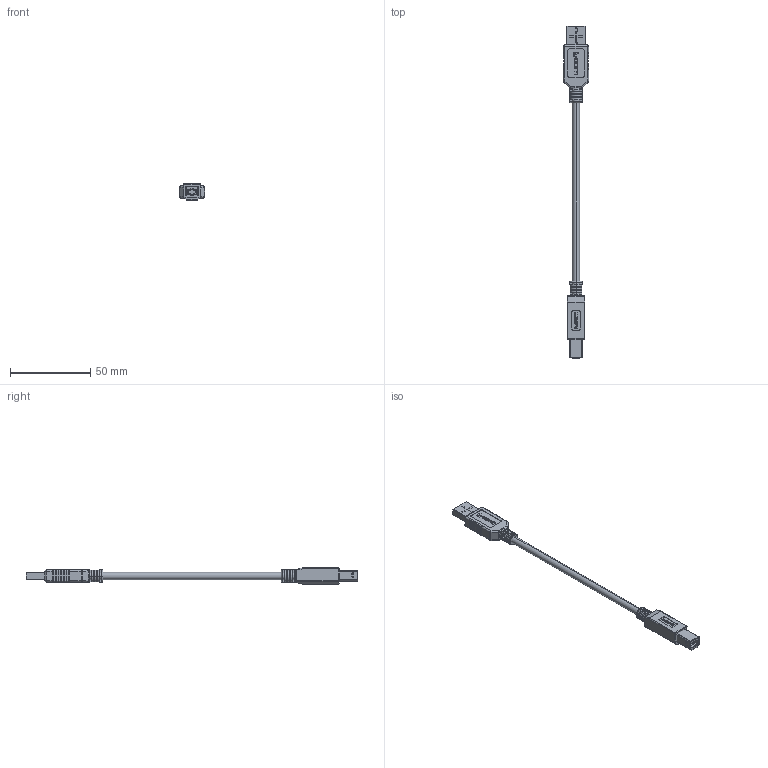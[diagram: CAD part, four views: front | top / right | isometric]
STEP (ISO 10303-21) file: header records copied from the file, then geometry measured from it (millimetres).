
FILE_DESCRIPTION (( 'STEP AP214' ), '1' );
FILE_NAME ('CSUZAB.STEP', '2012-10-11T14:13:44', ( 'x' ), ( '' ), 'SwSTEP 2.0', 'SolidWorks 2012', '' );
FILE_SCHEMA (( 'AUTOMOTIVE_DESIGN' ));
Length unit declared in the file: inch
Products named in the file (19): 3AB06-026_WITH NEW LOGO; MTN-160_WITH NEW LOGO; 1AA05-004; 1AA05-004-MA2_NOT CRIMPED; 1AA05-004-MA1; 1AA05-004 COMBINE___; 1AA05-045-MA2; 1AA05-045-MA1; 1AA05-004(USB B STR MALE SOLDER TYPE HOUSING ASSEMBLY)___; 3AB06-025_NEW LOGO; MTN-151_NEW LOGO; 1AA05-003_CRIMPED; 1AA05-003-MA5; 1AA05-003-MA4; 1AA05-003-MA3; 1AA05-003-MA2_CRIMPED; 1AA05-003-MA1; CSUZAB-MA1; CSUZAB
Assembly tree (23 placements, depth 5):
  CSUZAB
    CSUZAB-MA1
    3AB06-025_NEW LOGO
      1AA05-003_CRIMPED
        1AA05-003-MA1
        1AA05-003-MA2_CRIMPED
        1AA05-003-MA3
        1AA05-003-MA4  x4
        1AA05-003-MA5
      MTN-151_NEW LOGO
    3AB06-026_WITH NEW LOGO
      1AA05-004
        1AA05-004 COMBINE___
          1AA05-004(USB B STR MALE SOLDER TYPE HOUSING ASSEMBLY)___
          1AA05-045-MA1  x2
          1AA05-045-MA2  x2
        1AA05-004-MA1
        1AA05-004-MA2_NOT CRIMPED
      MTN-160_WITH NEW LOGO
Bounding box: 15.7 x 206.5 x 10 mm (x, y, z)
Volume: 10398.3 mm3; surface area: 12885.3 mm2
Topology: 21 solids, 21 shells, 1456 faces, 3821 edges, 2419 vertices
Faces by surface type: plane 947, cylinder 315, bspline 138, sphere 36, torus 20
Entity records: 47023 total; most frequent: CARTESIAN_POINT 12375, ORIENTED_EDGE 6870, DIRECTION 6200, EDGE_CURVE 3435, VECTOR 2526, LINE 2526, VERTEX_POINT 2207, AXIS2_PLACEMENT_3D 1837
